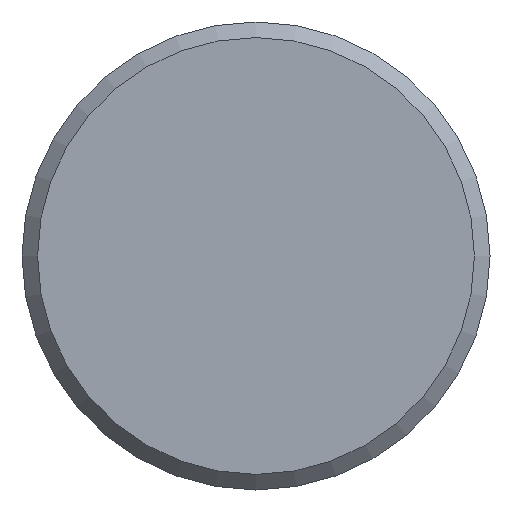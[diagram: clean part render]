
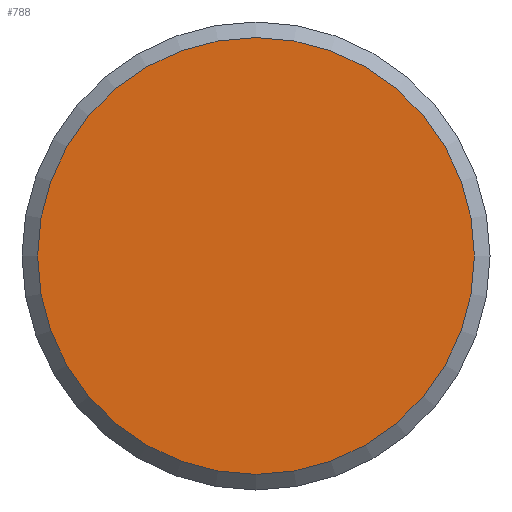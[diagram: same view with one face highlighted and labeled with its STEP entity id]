
A CAD part, front view. The second image highlights one B-rep face of the part: STEP entity #788.
In plain terms, the highlighted planar face has unit normal (0, -1, 0).
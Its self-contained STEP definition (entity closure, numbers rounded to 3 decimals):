
#59=PLANE('',#917);
#105=FACE_OUTER_BOUND('',#168,.T.);
#168=EDGE_LOOP('',(#650));
#300=CIRCLE('',#916,14.);
#363=VERTEX_POINT('',#1402);
#459=EDGE_CURVE('',#363,#363,#300,.T.);
#650=ORIENTED_EDGE('',*,*,#459,.T.);
#788=ADVANCED_FACE('',(#105),#59,.T.);
#916=AXIS2_PLACEMENT_3D('',#1403,#1160,#1161);
#917=AXIS2_PLACEMENT_3D('',#1405,#1163,#1164);
#1160=DIRECTION('center_axis',(0.,-1.,0.));
#1161=DIRECTION('ref_axis',(1.,0.,0.));
#1163=DIRECTION('center_axis',(0.,-1.,0.));
#1164=DIRECTION('ref_axis',(0.,0.,-1.));
#1402=CARTESIAN_POINT('',(-14.,0.,0.));
#1403=CARTESIAN_POINT('Origin',(0.,0.,
0.));
#1405=CARTESIAN_POINT('Origin',(7.,0.,0.));
